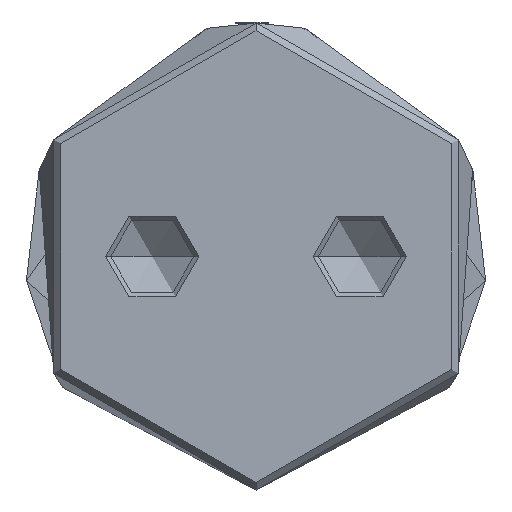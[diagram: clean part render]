
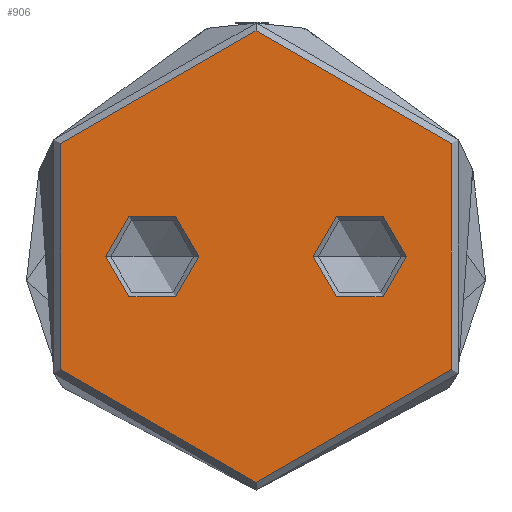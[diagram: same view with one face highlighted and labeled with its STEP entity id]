
A CAD part, front view. The second image highlights one B-rep face of the part: STEP entity #906.
In plain terms, the highlighted face is planar.
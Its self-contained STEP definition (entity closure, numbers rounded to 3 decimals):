
#80 = EDGE_CURVE ( 'NONE', #5529, #1075, #2471, .T. ) ;
#120 = EDGE_CURVE ( 'NONE', #1149, #346, #964, .T. ) ;
#157 = EDGE_CURVE ( 'NONE', #3216, #412, #2329, .T. ) ;
#218 = CIRCLE ( 'NONE', #5781, 21.75 ) ;
#319 = AXIS2_PLACEMENT_3D ( 'NONE', #419, #439, #474 ) ;
#346 = VERTEX_POINT ( 'NONE', #1187 ) ;
#398 = PLANE ( 'NONE',  #319 ) ;
#412 = VERTEX_POINT ( 'NONE', #2093 ) ;
#419 = CARTESIAN_POINT ( 'NONE',  ( 0., 0., 0. ) ) ;
#439 = DIRECTION ( 'NONE',  ( 0., 0., -1. ) ) ;
#474 = DIRECTION ( 'NONE',  ( 0., 1., 0. ) ) ;
#635 = EDGE_CURVE ( 'NONE', #412, #3216, #3726, .T. ) ;
#678 = ORIENTED_EDGE ( 'NONE', *, *, #635, .T. ) ;
#770 = ORIENTED_EDGE ( 'NONE', *, *, #157, .T. ) ;
#778 = ORIENTED_EDGE ( 'NONE', *, *, #120, .F. ) ;
#851 = ORIENTED_EDGE ( 'NONE', *, *, #2352, .F. ) ;
#903 = AXIS2_PLACEMENT_3D ( 'NONE', #4880, #4897, #4919 ) ;
#906 = ADVANCED_FACE ( 'NONE', ( #2812, #5742, #3857 ), #398, .T. ) ;
#919 = ORIENTED_EDGE ( 'NONE', *, *, #80, .T. ) ;
#930 = ORIENTED_EDGE ( 'NONE', *, *, #2924, .T. ) ;
#964 = CIRCLE ( 'NONE', #1592, 4.5 ) ;
#1075 = VERTEX_POINT ( 'NONE', #2104 ) ;
#1149 = VERTEX_POINT ( 'NONE', #3826 ) ;
#1187 = CARTESIAN_POINT ( 'NONE',  ( -5.5, 0., 0. ) ) ;
#1531 = EDGE_LOOP ( 'NONE', ( #678, #770 ) ) ;
#1578 = AXIS2_PLACEMENT_3D ( 'NONE', #2190, #2662, #2124 ) ;
#1592 = AXIS2_PLACEMENT_3D ( 'NONE', #5064, #5114, #5682 ) ;
#1892 = CIRCLE ( 'NONE', #2111, 4.5 ) ;
#1900 = AXIS2_PLACEMENT_3D ( 'NONE', #2931, #5607, #3024 ) ;
#2093 = CARTESIAN_POINT ( 'NONE',  ( 14.5, 0., 0. ) ) ;
#2104 = CARTESIAN_POINT ( 'NONE',  ( 0., 21.75, 0. ) ) ;
#2111 = AXIS2_PLACEMENT_3D ( 'NONE', #3527, #2587, #2137 ) ;
#2124 = DIRECTION ( 'NONE',  ( 1., 0., 0. ) ) ;
#2137 = DIRECTION ( 'NONE',  ( -1., 0., 0. ) ) ;
#2190 = CARTESIAN_POINT ( 'NONE',  ( 10., 0., 0. ) ) ;
#2329 = CIRCLE ( 'NONE', #1578, 4.5 ) ;
#2352 = EDGE_CURVE ( 'NONE', #346, #1149, #1892, .T. ) ;
#2471 = CIRCLE ( 'NONE', #1900, 21.75 ) ;
#2587 = DIRECTION ( 'NONE',  ( 0., 0., -1. ) ) ;
#2662 = DIRECTION ( 'NONE',  ( 0., 0., 1. ) ) ;
#2812 = FACE_BOUND ( 'NONE', #1531, .T. ) ;
#2924 = EDGE_CURVE ( 'NONE', #1075, #5529, #218, .T. ) ;
#2931 = CARTESIAN_POINT ( 'NONE',  ( 0., 0., 0. ) ) ;
#2941 = DIRECTION ( 'NONE',  ( 0., 1., 0. ) ) ;
#2970 = DIRECTION ( 'NONE',  ( 0., 0., -1. ) ) ;
#3009 = CARTESIAN_POINT ( 'NONE',  ( 0., 0., 0. ) ) ;
#3024 = DIRECTION ( 'NONE',  ( 0., 1., 0. ) ) ;
#3216 = VERTEX_POINT ( 'NONE', #3606 ) ;
#3423 = EDGE_LOOP ( 'NONE', ( #919, #930 ) ) ;
#3527 = CARTESIAN_POINT ( 'NONE',  ( -10., 0., 0. ) ) ;
#3606 = CARTESIAN_POINT ( 'NONE',  ( 5.5, 0., 0. ) ) ;
#3726 = CIRCLE ( 'NONE', #903, 4.5 ) ;
#3826 = CARTESIAN_POINT ( 'NONE',  ( -14.5, 0., 0. ) ) ;
#3857 = FACE_OUTER_BOUND ( 'NONE', #3423, .T. ) ;
#4880 = CARTESIAN_POINT ( 'NONE',  ( 10., 0., 0. ) ) ;
#4897 = DIRECTION ( 'NONE',  ( 0., 0., 1. ) ) ;
#4919 = DIRECTION ( 'NONE',  ( 1., 0., 0. ) ) ;
#5064 = CARTESIAN_POINT ( 'NONE',  ( -10., 0., 0. ) ) ;
#5114 = DIRECTION ( 'NONE',  ( 0., 0., -1. ) ) ;
#5529 = VERTEX_POINT ( 'NONE', #5569 ) ;
#5569 = CARTESIAN_POINT ( 'NONE',  ( 0., -21.75, 0. ) ) ;
#5607 = DIRECTION ( 'NONE',  ( 0., 0., -1. ) ) ;
#5682 = DIRECTION ( 'NONE',  ( -1., 0., 0. ) ) ;
#5742 = FACE_BOUND ( 'NONE', #5773, .T. ) ;
#5773 = EDGE_LOOP ( 'NONE', ( #778, #851 ) ) ;
#5781 = AXIS2_PLACEMENT_3D ( 'NONE', #3009, #2970, #2941 ) ;
